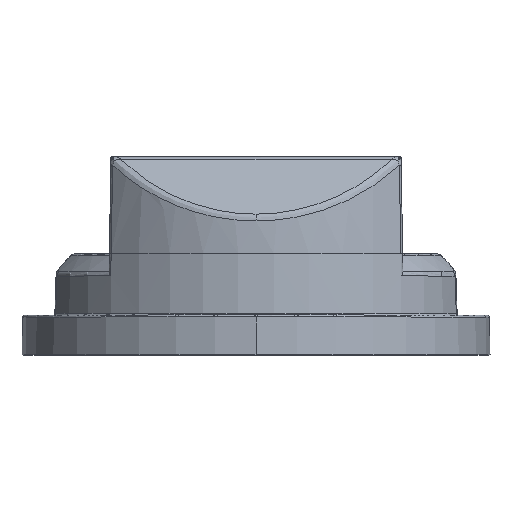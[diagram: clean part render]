
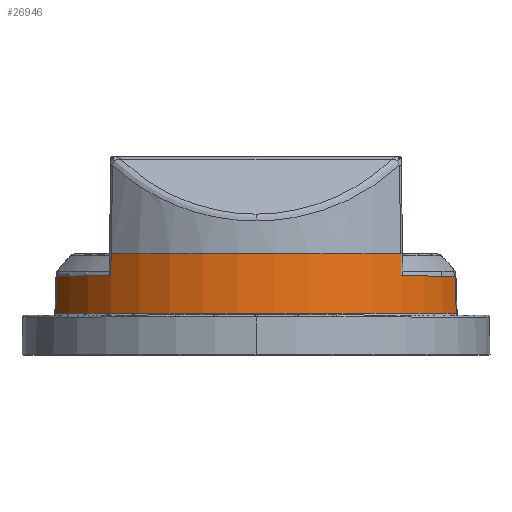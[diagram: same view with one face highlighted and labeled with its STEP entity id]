
A CAD part, top view. The second image highlights one B-rep face of the part: STEP entity #26946.
In plain terms, the highlighted conical face has half-angle 1.5 degrees and reference radius 13.462 mm.
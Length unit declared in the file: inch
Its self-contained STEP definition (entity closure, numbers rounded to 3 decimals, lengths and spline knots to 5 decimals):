
#4 = AXIS2_PLACEMENT_3D ( 'NONE', #5706, #15297, #17742 ) ;
#771 = VERTEX_POINT ( 'NONE', #16481 ) ;
#880 = CARTESIAN_POINT ( 'NONE',  ( -0.50385, -0.02827, 0.15999 ) ) ;
#1479 = CARTESIAN_POINT ( 'NONE',  ( 0.36649, 0.02502, 0.37905 ) ) ;
#1748 = VERTEX_POINT ( 'NONE', #30514 ) ;
#3230 = EDGE_CURVE ( 'NONE', #29466, #5713, #23260, .T. ) ;
#3247 = CARTESIAN_POINT ( 'NONE',  ( -0.50544, -0.07513, 0.15905 ) ) ;
#3260 = ORIENTED_EDGE ( 'NONE', *, *, #18098, .T. ) ;
#3769 = EDGE_CURVE ( 'NONE', #6124, #29466, #4443, .T. ) ;
#3854 = CARTESIAN_POINT ( 'NONE',  ( 0.36614, 0.04501, 0.37866 ) ) ;
#4443 = B_SPLINE_CURVE_WITH_KNOTS ( 'NONE', 3,
 ( #19155, #19791, #18150, #18044, #17949, #17851, #17662, #17466, #17365, #17273 ),
 .UNSPECIFIED., .F., .F.,
 ( 4, 3, 3, 4 ),
 ( 0., 0.00076, 0.00127, 0.00143 ),
 .UNSPECIFIED. ) ;
#4688 = CONICAL_SURFACE ( 'NONE', #4, 0.53, 0.026 ) ;
#5706 = CARTESIAN_POINT ( 'NONE',  ( 0., -0.08, 0. ) ) ;
#5713 = VERTEX_POINT ( 'NONE', #24059 ) ;
#6124 = VERTEX_POINT ( 'NONE', #28602 ) ;
#6215 = CARTESIAN_POINT ( 'NONE',  ( 0.36585, 0.06167, 0.37833 ) ) ;
#6362 = CARTESIAN_POINT ( 'NONE',  ( 0.50306, -0.00485, 0.16046 ) ) ;
#6877 = VERTEX_POINT ( 'NONE', #23658 ) ;
#7726 = CIRCLE ( 'NONE', #26252, 0.52741 ) ;
#7871 = CARTESIAN_POINT ( 'NONE',  ( -0.50253, 0.01092, 0.16077 ) ) ;
#8092 = CARTESIAN_POINT ( 'NONE',  ( -0.36562, 0.075, 0.37807 ) ) ;
#8371 = FACE_OUTER_BOUND ( 'NONE', #14627, .T. ) ;
#8574 = CARTESIAN_POINT ( 'NONE',  ( 0.36562, 0.075, 0.37807 ) ) ;
#8713 = CARTESIAN_POINT ( 'NONE',  ( 0.50253, 0.01092, 0.16077 ) ) ;
#8986 = CARTESIAN_POINT ( 'NONE',  ( 0.36562, 0.075, 0.37807 ) ) ;
#9096 = EDGE_CURVE ( 'NONE', #1748, #15921, #15669, .T. ) ;
#10014 = DIRECTION ( 'NONE',  ( 0., 1., 0. ) ) ;
#10555 = B_SPLINE_CURVE_WITH_KNOTS ( 'NONE', 3,
 ( #11012, #18083, #20424, #6362, #22772, #8713, #25117 ),
 .UNSPECIFIED., .F., .F.,
 ( 4, 3, 4 ),
 ( 0.00012, 0.00191, 0.00251 ),
 .UNSPECIFIED. ) ;
#10770 = DIRECTION ( 'NONE',  ( 0., -1., 0. ) ) ;
#10894 = DIRECTION ( 'NONE',  ( 0., 1., 0. ) ) ;
#11012 = CARTESIAN_POINT ( 'NONE',  ( 0.50544, -0.07513, 0.15905 ) ) ;
#11186 = ORIENTED_EDGE ( 'NONE', *, *, #9096, .T. ) ;
#11291 = EDGE_CURVE ( 'NONE', #13394, #14331, #23241, .T. ) ;
#11964 = CARTESIAN_POINT ( 'NONE',  ( 0.36562, 0.075, 0.37807 ) ) ;
#12311 = EDGE_CURVE ( 'NONE', #13394, #6124, #22539, .T. ) ;
#12556 = CARTESIAN_POINT ( 'NONE',  ( -0.36562, 0.075, 0.37807 ) ) ;
#13006 = B_SPLINE_CURVE_WITH_KNOTS ( 'NONE', 3,
 ( #19594, #7871, #29028, #15015, #880, #17362, #3247 ),
 .UNSPECIFIED., .F., .F.,
 ( 4, 3, 4 ),
 ( 0.00143, 0.00203, 0.00382 ),
 .UNSPECIFIED. ) ;
#13046 = CARTESIAN_POINT ( 'NONE',  ( 0.50544, -0.07513, 0.15905 ) ) ;
#13394 = VERTEX_POINT ( 'NONE', #22391 ) ;
#13905 = B_SPLINE_CURVE_WITH_KNOTS ( 'NONE', 3,
 ( #20105, #27249, #15609, #1479, #17947, #3854, #20291, #6215, #22627, #8574 ),
 .UNSPECIFIED., .F., .F.,
 ( 4, 3, 3, 4 ),
 ( -0.00016, 0., 0.00076, 0.00127 ),
 .UNSPECIFIED. ) ;
#14305 = B_SPLINE_CURVE_WITH_KNOTS ( 'NONE', 3,
 ( #27764, #8986, #30169, #16127 ),
 .UNSPECIFIED., .F., .F.,
 ( 4, 4 ),
 ( 0., 0. ),
 .UNSPECIFIED. ) ;
#14331 = VERTEX_POINT ( 'NONE', #11964 ) ;
#14627 = EDGE_LOOP ( 'NONE', ( #21637, #11186, #20890, #17343, #30270, #3260, #15085, #27391, #30231, #23584 ) ) ;
#14808 = DIRECTION ( 'NONE',  ( 0., 0., 1. ) ) ;
#14835 = DIRECTION ( 'NONE',  ( 0., -1., 0. ) ) ;
#14925 = CARTESIAN_POINT ( 'NONE',  ( 0., 0.01881, 0. ) ) ;
#15015 = CARTESIAN_POINT ( 'NONE',  ( -0.50306, -0.00485, 0.16046 ) ) ;
#15085 = ORIENTED_EDGE ( 'NONE', *, *, #11291, .F. ) ;
#15297 = DIRECTION ( 'NONE',  ( 0., -1., 0. ) ) ;
#15609 = CARTESIAN_POINT ( 'NONE',  ( 0.36653, 0.02295, 0.37909 ) ) ;
#15669 = CIRCLE ( 'NONE', #25951, 0.52987 ) ;
#15921 = VERTEX_POINT ( 'NONE', #13046 ) ;
#16127 = CARTESIAN_POINT ( 'NONE',  ( 0.36562, 0.075, 0.37807 ) ) ;
#16481 = CARTESIAN_POINT ( 'NONE',  ( 0.36562, 0.075, 0.37807 ) ) ;
#17248 = AXIS2_PLACEMENT_3D ( 'NONE', #24920, #10894, #27270 ) ;
#17273 = CARTESIAN_POINT ( 'NONE',  ( -0.3666, 0.01881, 0.37917 ) ) ;
#17343 = ORIENTED_EDGE ( 'NONE', *, *, #17926, .T. ) ;
#17362 = CARTESIAN_POINT ( 'NONE',  ( -0.50465, -0.0517, 0.15952 ) ) ;
#17365 = CARTESIAN_POINT ( 'NONE',  ( -0.36656, 0.02088, 0.37913 ) ) ;
#17466 = CARTESIAN_POINT ( 'NONE',  ( -0.36653, 0.02295, 0.37909 ) ) ;
#17581 = EDGE_CURVE ( 'NONE', #15921, #25094, #10555, .T. ) ;
#17662 = CARTESIAN_POINT ( 'NONE',  ( -0.36649, 0.02502, 0.37905 ) ) ;
#17742 = DIRECTION ( 'NONE',  ( 0., 0., -1. ) ) ;
#17851 = CARTESIAN_POINT ( 'NONE',  ( -0.36637, 0.03168, 0.37892 ) ) ;
#17877 = EDGE_CURVE ( 'NONE', #5713, #1748, #13006, .T. ) ;
#17926 = EDGE_CURVE ( 'NONE', #25094, #6877, #7726, .T. ) ;
#17947 = CARTESIAN_POINT ( 'NONE',  ( 0.36632, 0.03501, 0.37885 ) ) ;
#17949 = CARTESIAN_POINT ( 'NONE',  ( -0.36626, 0.03835, 0.37879 ) ) ;
#17956 = EDGE_CURVE ( 'NONE', #6877, #771, #13905, .T. ) ;
#18044 = CARTESIAN_POINT ( 'NONE',  ( -0.36614, 0.04501, 0.37866 ) ) ;
#18083 = CARTESIAN_POINT ( 'NONE',  ( 0.50465, -0.0517, 0.15952 ) ) ;
#18098 = EDGE_CURVE ( 'NONE', #771, #14331, #14305, .T. ) ;
#18150 = CARTESIAN_POINT ( 'NONE',  ( -0.36597, 0.05501, 0.37846 ) ) ;
#19155 = CARTESIAN_POINT ( 'NONE',  ( -0.36562, 0.075, 0.37807 ) ) ;
#19594 = CARTESIAN_POINT ( 'NONE',  ( -0.50226, 0.01881, 0.16093 ) ) ;
#19791 = CARTESIAN_POINT ( 'NONE',  ( -0.36579, 0.065, 0.37827 ) ) ;
#19811 = CARTESIAN_POINT ( 'NONE',  ( -0.36562, 0.075, 0.37807 ) ) ;
#20105 = CARTESIAN_POINT ( 'NONE',  ( 0.3666, 0.01881, 0.37917 ) ) ;
#20291 = CARTESIAN_POINT ( 'NONE',  ( 0.36597, 0.05501, 0.37846 ) ) ;
#20424 = CARTESIAN_POINT ( 'NONE',  ( 0.50385, -0.02827, 0.15999 ) ) ;
#20890 = ORIENTED_EDGE ( 'NONE', *, *, #17581, .T. ) ;
#21637 = ORIENTED_EDGE ( 'NONE', *, *, #17877, .T. ) ;
#22146 = CARTESIAN_POINT ( 'NONE',  ( -0.36562, 0.075, 0.37807 ) ) ;
#22391 = CARTESIAN_POINT ( 'NONE',  ( -0.36562, 0.075, 0.37807 ) ) ;
#22456 = CARTESIAN_POINT ( 'NONE',  ( -0.3666, 0.01881, 0.37917 ) ) ;
#22539 = B_SPLINE_CURVE_WITH_KNOTS ( 'NONE', 3,
 ( #19811, #12556, #22146, #8092 ),
 .UNSPECIFIED., .F., .F.,
 ( 4, 4 ),
 ( 0., 0. ),
 .UNSPECIFIED. ) ;
#22627 = CARTESIAN_POINT ( 'NONE',  ( 0.36574, 0.06834, 0.3782 ) ) ;
#22772 = CARTESIAN_POINT ( 'NONE',  ( 0.50279, 0.00304, 0.16062 ) ) ;
#23241 = CIRCLE ( 'NONE', #17248, 0.52594 ) ;
#23260 = CIRCLE ( 'NONE', #23971, 0.52741 ) ;
#23285 = CARTESIAN_POINT ( 'NONE',  ( 0.50226, 0.01881, 0.16093 ) ) ;
#23584 = ORIENTED_EDGE ( 'NONE', *, *, #3230, .T. ) ;
#23658 = CARTESIAN_POINT ( 'NONE',  ( 0.3666, 0.01881, 0.37917 ) ) ;
#23971 = AXIS2_PLACEMENT_3D ( 'NONE', #14925, #14835, #14808 ) ;
#24053 = CARTESIAN_POINT ( 'NONE',  ( 0., -0.07513, 0. ) ) ;
#24059 = CARTESIAN_POINT ( 'NONE',  ( -0.50226, 0.01881, 0.16093 ) ) ;
#24797 = CARTESIAN_POINT ( 'NONE',  ( 0., 0.01881, 0. ) ) ;
#24920 = CARTESIAN_POINT ( 'NONE',  ( 0., 0.075, 0. ) ) ;
#25094 = VERTEX_POINT ( 'NONE', #23285 ) ;
#25117 = CARTESIAN_POINT ( 'NONE',  ( 0.50226, 0.01881, 0.16093 ) ) ;
#25951 = AXIS2_PLACEMENT_3D ( 'NONE', #24053, #10014, #26393 ) ;
#26252 = AXIS2_PLACEMENT_3D ( 'NONE', #24797, #10770, #27148 ) ;
#26393 = DIRECTION ( 'NONE',  ( 0., 0., -1. ) ) ;
#26946 = ADVANCED_FACE ( 'NONE', ( #8371 ), #4688, .T. ) ;
#27148 = DIRECTION ( 'NONE',  ( 0., 0., 1. ) ) ;
#27249 = CARTESIAN_POINT ( 'NONE',  ( 0.36656, 0.02088, 0.37913 ) ) ;
#27270 = DIRECTION ( 'NONE',  ( 0., 0., -1. ) ) ;
#27391 = ORIENTED_EDGE ( 'NONE', *, *, #12311, .T. ) ;
#27764 = CARTESIAN_POINT ( 'NONE',  ( 0.36562, 0.075, 0.37807 ) ) ;
#28602 = CARTESIAN_POINT ( 'NONE',  ( -0.36562, 0.075, 0.37807 ) ) ;
#29028 = CARTESIAN_POINT ( 'NONE',  ( -0.50279, 0.00304, 0.16062 ) ) ;
#29466 = VERTEX_POINT ( 'NONE', #22456 ) ;
#30169 = CARTESIAN_POINT ( 'NONE',  ( 0.36562, 0.075, 0.37807 ) ) ;
#30231 = ORIENTED_EDGE ( 'NONE', *, *, #3769, .T. ) ;
#30270 = ORIENTED_EDGE ( 'NONE', *, *, #17956, .T. ) ;
#30514 = CARTESIAN_POINT ( 'NONE',  ( -0.50544, -0.07513, 0.15905 ) ) ;
